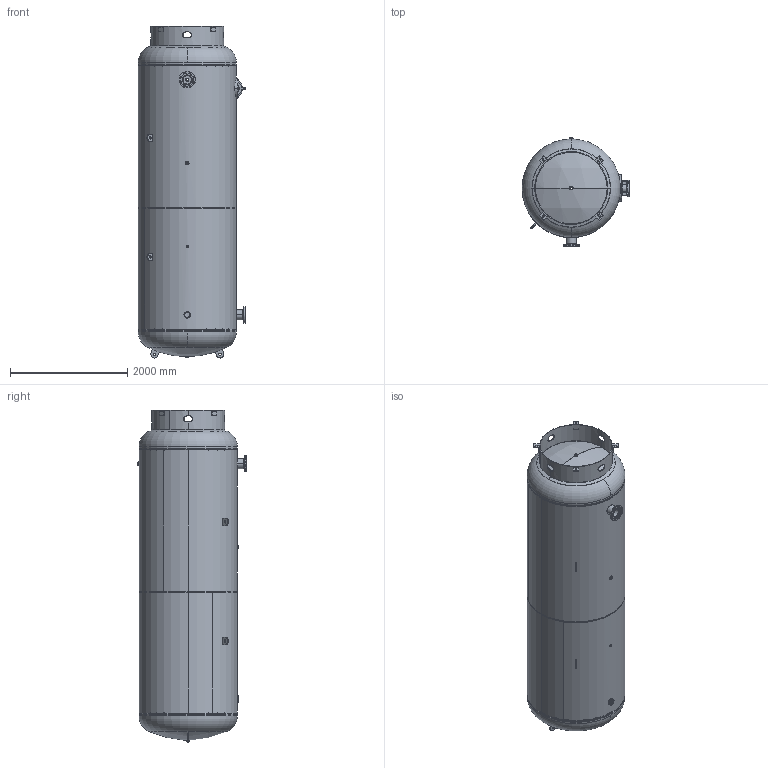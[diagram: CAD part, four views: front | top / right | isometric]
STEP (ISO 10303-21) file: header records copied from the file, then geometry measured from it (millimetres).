
FILE_DESCRIPTION (( 'STEP AP203' ), '1' );
FILE_NAME ('302454.STEP', '2012-03-05T14:39:39', ( '' ), ( '' ), 'SwSTEP 2.0', 'SolidWorks 2011', '' );
FILE_SCHEMA (( 'CONFIG_CONTROL_DESIGN' ));
Length unit declared in the file: inch
Products named in the file (1): 302454
Bounding box: 1838.23 x 1849.12 x 5666.45 mm (x, y, z)
Surface area: 61098831.1 mm2 (no closed solid volume)
Topology: 0 solids, 43 shells, 354 faces, 1084 edges, 750 vertices
Faces by surface type: cylinder 156, plane 124, torus 44, bspline 22, sphere 8
Entity records: 20849 total; most frequent: CARTESIAN_POINT 11133, DIRECTION 2083, ORIENTED_EDGE 1803, EDGE_CURVE 1084, AXIS2_PLACEMENT_3D 824, VERTEX_POINT 750, CIRCLE 491, VECTOR 435
